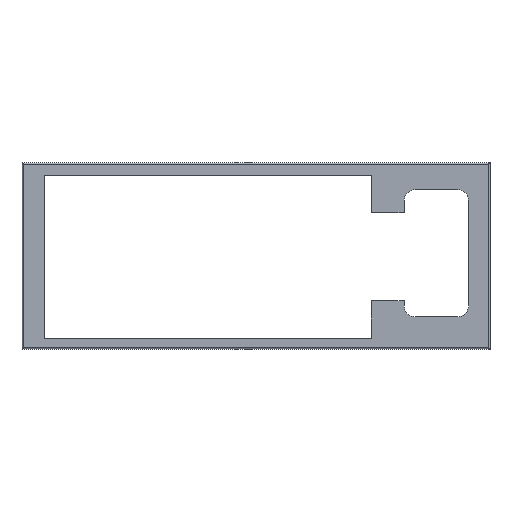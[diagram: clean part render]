
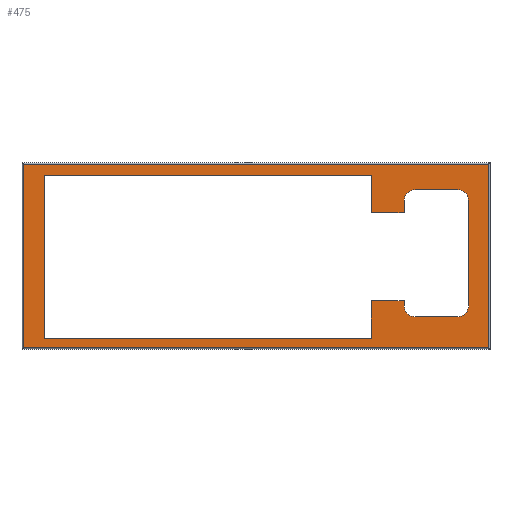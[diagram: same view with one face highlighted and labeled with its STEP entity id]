
A CAD part, top view. The second image highlights one B-rep face of the part: STEP entity #475.
In plain terms, the highlighted planar face has unit normal (0, 0, 1).
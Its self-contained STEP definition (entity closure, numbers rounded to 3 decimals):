
#15=FACE_BOUND('',#76,.T.);
#17=CIRCLE('',#508,2.);
#18=CIRCLE('',#509,2.);
#19=CIRCLE('',#510,2.);
#20=CIRCLE('',#511,2.);
#27=PLANE('',#507);
#49=FACE_OUTER_BOUND('',#75,.T.);
#75=EDGE_LOOP('',(#349,#350,#351,#352));
#76=EDGE_LOOP('',(#353,#354,#355,#356,#357,#358,#359,#360,#361,#362,#363,
#364,#365,#366,#367,#368));
#101=LINE('',#673,#157);
#103=LINE('',#681,#159);
#105=LINE('',#687,#161);
#108=LINE('',#693,#164);
#114=LINE('',#707,#170);
#115=LINE('',#709,#171);
#116=LINE('',#711,#172);
#117=LINE('',#713,#173);
#118=LINE('',#715,#174);
#119=LINE('',#717,#175);
#120=LINE('',#719,#176);
#121=LINE('',#721,#177);
#122=LINE('',#725,#178);
#123=LINE('',#729,#179);
#124=LINE('',#733,#180);
#125=LINE('',#736,#181);
#157=VECTOR('',#539,10.);
#159=VECTOR('',#547,10.);
#161=VECTOR('',#553,10.);
#164=VECTOR('',#560,10.);
#170=VECTOR('',#572,10.);
#171=VECTOR('',#573,10.);
#172=VECTOR('',#574,10.);
#173=VECTOR('',#575,10.);
#174=VECTOR('',#576,10.);
#175=VECTOR('',#577,10.);
#176=VECTOR('',#578,10.);
#177=VECTOR('',#579,10.);
#178=VECTOR('',#582,10.);
#179=VECTOR('',#585,10.);
#180=VECTOR('',#588,10.);
#181=VECTOR('',#591,10.);
#213=VERTEX_POINT('',#671);
#214=VERTEX_POINT('',#672);
#217=VERTEX_POINT('',#680);
#219=VERTEX_POINT('',#686);
#224=VERTEX_POINT('',#705);
#225=VERTEX_POINT('',#706);
#226=VERTEX_POINT('',#708);
#227=VERTEX_POINT('',#710);
#228=VERTEX_POINT('',#712);
#229=VERTEX_POINT('',#714);
#230=VERTEX_POINT('',#716);
#231=VERTEX_POINT('',#718);
#232=VERTEX_POINT('',#720);
#233=VERTEX_POINT('',#722);
#234=VERTEX_POINT('',#724);
#235=VERTEX_POINT('',#726);
#236=VERTEX_POINT('',#728);
#237=VERTEX_POINT('',#730);
#238=VERTEX_POINT('',#732);
#239=VERTEX_POINT('',#734);
#257=EDGE_CURVE('',#213,#214,#101,.T.);
#261=EDGE_CURVE('',#214,#217,#103,.T.);
#264=EDGE_CURVE('',#217,#219,#105,.T.);
#268=EDGE_CURVE('',#219,#213,#108,.T.);
#274=EDGE_CURVE('',#224,#225,#114,.T.);
#275=EDGE_CURVE('',#225,#226,#115,.T.);
#276=EDGE_CURVE('',#226,#227,#116,.T.);
#277=EDGE_CURVE('',#227,#228,#117,.T.);
#278=EDGE_CURVE('',#228,#229,#118,.T.);
#279=EDGE_CURVE('',#229,#230,#119,.T.);
#280=EDGE_CURVE('',#230,#231,#120,.T.);
#281=EDGE_CURVE('',#231,#232,#121,.T.);
#282=EDGE_CURVE('',#233,#232,#17,.T.);
#283=EDGE_CURVE('',#233,#234,#122,.T.);
#284=EDGE_CURVE('',#235,#234,#18,.T.);
#285=EDGE_CURVE('',#235,#236,#123,.T.);
#286=EDGE_CURVE('',#237,#236,#19,.T.);
#287=EDGE_CURVE('',#237,#238,#124,.T.);
#288=EDGE_CURVE('',#239,#238,#20,.T.);
#289=EDGE_CURVE('',#239,#224,#125,.T.);
#349=ORIENTED_EDGE('',*,*,#257,.F.);
#350=ORIENTED_EDGE('',*,*,#268,.F.);
#351=ORIENTED_EDGE('',*,*,#264,.F.);
#352=ORIENTED_EDGE('',*,*,#261,.F.);
#353=ORIENTED_EDGE('',*,*,#274,.T.);
#354=ORIENTED_EDGE('',*,*,#275,.T.);
#355=ORIENTED_EDGE('',*,*,#276,.T.);
#356=ORIENTED_EDGE('',*,*,#277,.T.);
#357=ORIENTED_EDGE('',*,*,#278,.T.);
#358=ORIENTED_EDGE('',*,*,#279,.T.);
#359=ORIENTED_EDGE('',*,*,#280,.T.);
#360=ORIENTED_EDGE('',*,*,#281,.T.);
#361=ORIENTED_EDGE('',*,*,#282,.F.);
#362=ORIENTED_EDGE('',*,*,#283,.T.);
#363=ORIENTED_EDGE('',*,*,#284,.F.);
#364=ORIENTED_EDGE('',*,*,#285,.T.);
#365=ORIENTED_EDGE('',*,*,#286,.F.);
#366=ORIENTED_EDGE('',*,*,#287,.T.);
#367=ORIENTED_EDGE('',*,*,#288,.F.);
#368=ORIENTED_EDGE('',*,*,#289,.T.);
#475=ADVANCED_FACE('',(#49,#15),#27,.T.);
#507=AXIS2_PLACEMENT_3D('',#704,#570,#571);
#508=AXIS2_PLACEMENT_3D('',#723,#580,#581);
#509=AXIS2_PLACEMENT_3D('',#727,#583,#584);
#510=AXIS2_PLACEMENT_3D('',#731,#586,#587);
#511=AXIS2_PLACEMENT_3D('',#735,#589,#590);
#539=DIRECTION('',(0.,1.,0.));
#547=DIRECTION('',(1.,0.,0.));
#553=DIRECTION('',(0.,-1.,0.));
#560=DIRECTION('',(-1.,0.,0.));
#570=DIRECTION('center_axis',(0.,0.,1.));
#571=DIRECTION('ref_axis',(1.,0.,0.));
#572=DIRECTION('',(-1.,0.,0.));
#573=DIRECTION('',(0.,-1.,0.));
#574=DIRECTION('',(-1.,0.,0.));
#575=DIRECTION('',(0.,1.,0.));
#576=DIRECTION('',(1.,0.,0.));
#577=DIRECTION('',(0.,-1.,0.));
#578=DIRECTION('',(1.,0.,0.));
#579=DIRECTION('',(0.,1.,0.));
#580=DIRECTION('center_axis',(0.,0.,1.));
#581=DIRECTION('ref_axis',(-0.707,0.707,0.));
#582=DIRECTION('',(1.,0.,0.));
#583=DIRECTION('center_axis',(0.,0.,1.));
#584=DIRECTION('ref_axis',(0.707,0.707,0.));
#585=DIRECTION('',(0.,-1.,0.));
#586=DIRECTION('center_axis',(0.,0.,1.));
#587=DIRECTION('ref_axis',(0.707,-0.707,0.));
#588=DIRECTION('',(-1.,0.,0.));
#589=DIRECTION('center_axis',(0.,0.,1.));
#590=DIRECTION('ref_axis',(-0.707,-0.707,0.));
#591=DIRECTION('',(0.,1.,0.));
#671=CARTESIAN_POINT('',(124.292,-80.434,9.121));
#672=CARTESIAN_POINT('',(124.292,-46.934,9.121));
#673=CARTESIAN_POINT('',(124.292,-55.184,9.121));
#680=CARTESIAN_POINT('',(209.292,-46.934,9.121));
#681=CARTESIAN_POINT('',(188.167,-46.934,9.121));
#686=CARTESIAN_POINT('',(209.292,-80.434,9.121));
#687=CARTESIAN_POINT('',(209.292,-72.184,9.121));
#693=CARTESIAN_POINT('',(145.417,-80.434,9.121));
#704=CARTESIAN_POINT('Origin',(166.792,-63.684,9.121));
#705=CARTESIAN_POINT('',(193.862,-71.82,9.121));
#706=CARTESIAN_POINT('',(187.838,-71.82,9.121));
#707=CARTESIAN_POINT('',(187.838,-71.82,9.121));
#708=CARTESIAN_POINT('',(187.838,-78.76,9.121));
#709=CARTESIAN_POINT('',(187.838,-48.985,9.121));
#710=CARTESIAN_POINT('',(128.086,-78.76,9.121));
#711=CARTESIAN_POINT('',(187.838,-78.76,9.121));
#712=CARTESIAN_POINT('',(128.086,-48.985,9.121));
#713=CARTESIAN_POINT('',(128.086,-78.76,9.121));
#714=CARTESIAN_POINT('',(187.838,-48.985,9.121));
#715=CARTESIAN_POINT('',(128.086,-48.985,9.121));
#716=CARTESIAN_POINT('',(187.838,-55.795,9.121));
#717=CARTESIAN_POINT('',(187.838,-48.985,9.121));
#718=CARTESIAN_POINT('',(193.862,-55.795,9.121));
#719=CARTESIAN_POINT('',(193.862,-55.795,9.121));
#720=CARTESIAN_POINT('',(193.862,-53.572,9.121));
#721=CARTESIAN_POINT('',(193.862,-51.572,9.121));
#722=CARTESIAN_POINT('',(195.862,-51.572,9.121));
#723=CARTESIAN_POINT('Origin',(195.862,-53.572,9.121));
#724=CARTESIAN_POINT('',(203.628,-51.572,9.121));
#725=CARTESIAN_POINT('',(205.628,-51.572,9.121));
#726=CARTESIAN_POINT('',(205.628,-53.572,9.121));
#727=CARTESIAN_POINT('Origin',(203.628,-53.572,9.121));
#728=CARTESIAN_POINT('',(205.628,-72.771,9.121));
#729=CARTESIAN_POINT('',(205.628,-74.771,9.121));
#730=CARTESIAN_POINT('',(203.628,-74.771,9.121));
#731=CARTESIAN_POINT('Origin',(203.628,-72.771,9.121));
#732=CARTESIAN_POINT('',(195.862,-74.771,9.121));
#733=CARTESIAN_POINT('',(193.862,-74.771,9.121));
#734=CARTESIAN_POINT('',(193.862,-72.771,9.121));
#735=CARTESIAN_POINT('Origin',(195.862,-72.771,9.121));
#736=CARTESIAN_POINT('',(193.862,-51.572,9.121));
